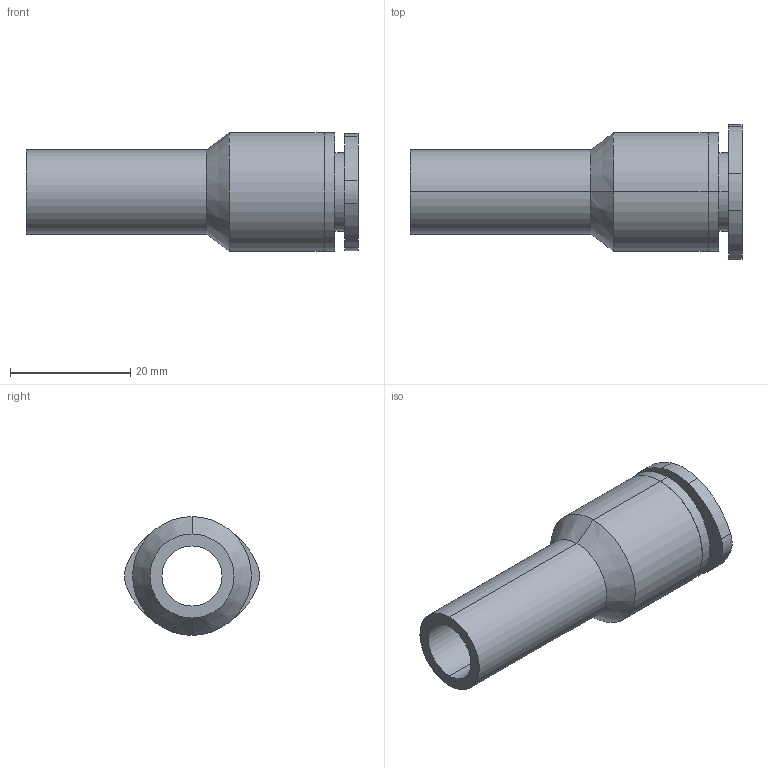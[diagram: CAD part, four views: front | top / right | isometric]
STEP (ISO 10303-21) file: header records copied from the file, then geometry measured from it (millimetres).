
FILE_DESCRIPTION (( 'STEP AP214' ), '1' );
FILE_NAME ('PGJ14-12.STEP', '2018-12-11T08:08:18', ( '' ), ( '' ), 'SwSTEP 2.0', 'SolidWorks 2018', '' );
FILE_SCHEMA (( 'AUTOMOTIVE_DESIGN' ));
Length unit declared in the file: millimetre
Products named in the file (1): PGJ14-12
Bounding box: 55.3 x 22.47 x 19.8 mm (x, y, z)
Volume: 7034.4 mm3; surface area: 5396.2 mm2
Topology: 1 solids, 1 shells, 29 faces, 65 edges, 42 vertices
Faces by surface type: cylinder 21, plane 6, cone 2
Entity records: 1153 total; most frequent: DIRECTION 167, CARTESIAN_POINT 137, ORIENTED_EDGE 130, AXIS2_PLACEMENT_3D 72, EDGE_CURVE 65, VERTEX_POINT 42, CIRCLE 42, EDGE_LOOP 35
